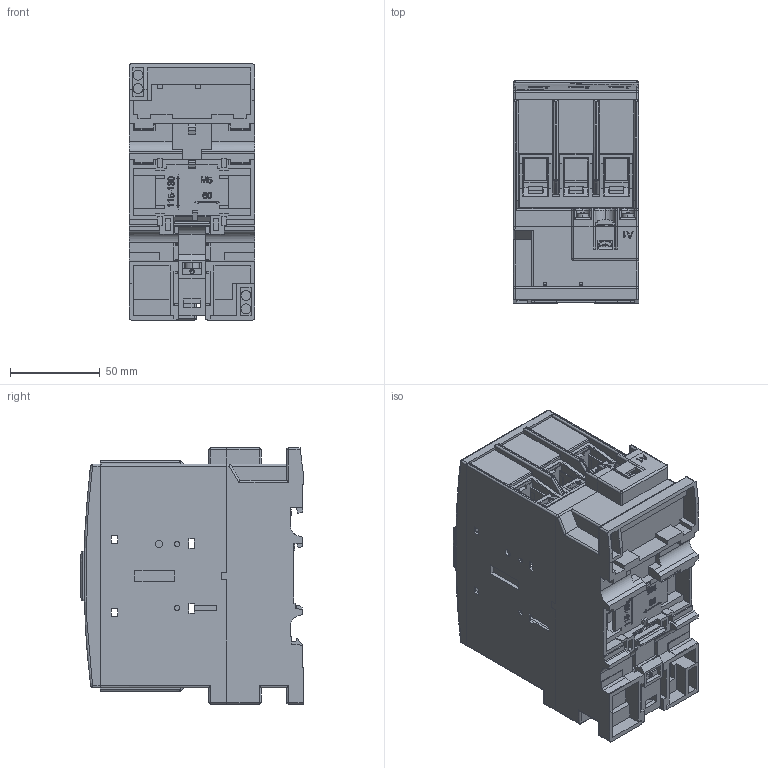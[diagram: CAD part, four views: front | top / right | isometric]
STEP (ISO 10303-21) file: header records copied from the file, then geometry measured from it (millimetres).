
FILE_DESCRIPTION (( 'STEP AP203' ), '1' );
FILE_NAME ('CNN 80-90 00 -final.STEP', '2016-02-24T10:22:16', ( 'Dzalev Ljupco' ), ( 'RK' ), 'SwSTEP 2.0', 'SolidWorks 2011', '' );
FILE_SCHEMA (( 'CONFIG_CONTROL_DESIGN' ));
Products named in the file (1): CNN 80-90 00 -final
Bounding box: 69.81 x 123.8 x 142.93 mm (x, y, z)
Volume: 238326.9 mm3; surface area: 206164.7 mm2
Topology: 1 solids, 1 shells, 5438 faces, 15578 edges, 10042 vertices
Faces by surface type: plane 3704, bspline 857, cylinder 849, cone 18, torus 10
Entity records: 200177 total; most frequent: CARTESIAN_POINT 64347, ORIENTED_EDGE 31044, DIRECTION 24056, EDGE_CURVE 15522, VECTOR 11832, LINE 11832, VERTEX_POINT 10042, AXIS2_PLACEMENT_3D 6112
